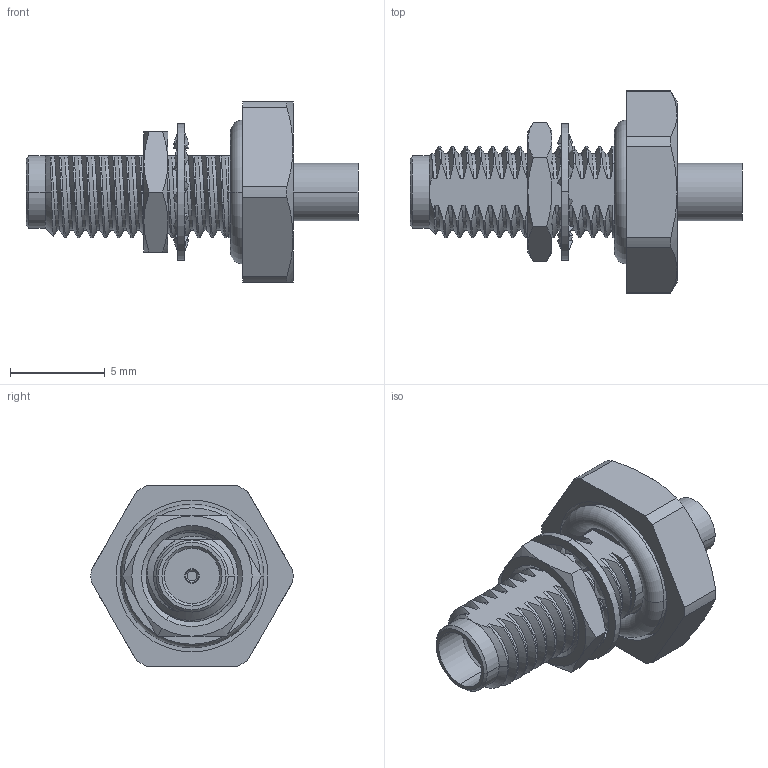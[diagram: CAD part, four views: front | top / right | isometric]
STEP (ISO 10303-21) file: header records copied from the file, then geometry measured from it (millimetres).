
FILE_DESCRIPTION (( 'STEP AP203' ), '1' );
FILE_NAME ('FMCN1860.STEP', '2022-01-18T16:06:38', ( '' ), ( '' ), 'SwSTEP 2.0', 'SolidWorks 2021', '' );
FILE_SCHEMA (( 'CONFIG_CONTROL_DESIGN' ));
Length unit declared in the file: inch
Products named in the file (1): FMCN1860
Bounding box: 17.53 x 10.67 x 9.53 mm (x, y, z)
Volume: 399.9 mm3; surface area: 777.3 mm2
Topology: 4 solids, 4 shells, 257 faces, 722 edges, 479 vertices
Faces by surface type: bspline 94, cylinder 83, plane 40, cone 36, torus 4
Entity records: 27290 total; most frequent: CARTESIAN_POINT 21689, ORIENTED_EDGE 1444, DIRECTION 799, EDGE_CURVE 722, VERTEX_POINT 479, AXIS2_PLACEMENT_3D 317, EDGE_LOOP 269, B_SPLINE_CURVE_WITH_KNOTS 263
